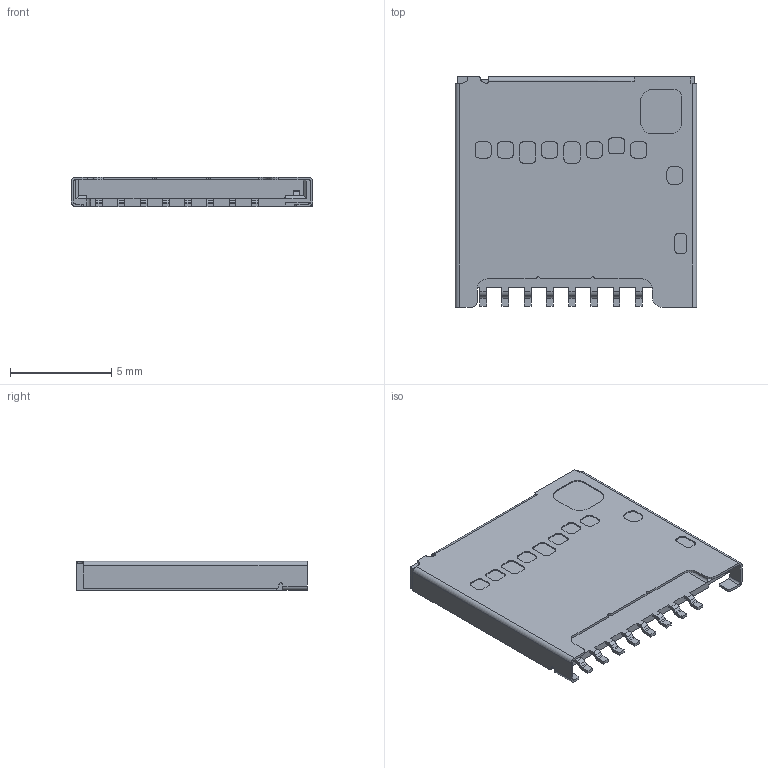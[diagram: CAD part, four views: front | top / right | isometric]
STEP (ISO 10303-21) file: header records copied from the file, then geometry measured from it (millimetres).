
FILE_DESCRIPTION (( 'STEP AP214' ), '1' );
FILE_NAME ('MOLEX_1040310811.STEP', '2020-10-22T04:30:09', ( '' ), ( '' ), 'SwSTEP 2.0', 'SolidWorks 2020', '' );
FILE_SCHEMA (( 'AUTOMOTIVE_DESIGN' ));
Length unit declared in the file: metre
Products named in the file (1): MOLEX_1040310811
Bounding box: 11.95 x 11.4 x 1.45 mm (x, y, z)
Volume: 146.8 mm3; surface area: 379.8 mm2
Topology: 1 solids, 1 shells, 414 faces, 1186 edges, 786 vertices
Faces by surface type: plane 269, cylinder 145
Entity records: 15207 total; most frequent: CARTESIAN_POINT 2420, ORIENTED_EDGE 2372, DIRECTION 2308, EDGE_CURVE 1186, LINE 882, VECTOR 882, VERTEX_POINT 786, AXIS2_PLACEMENT_3D 713
